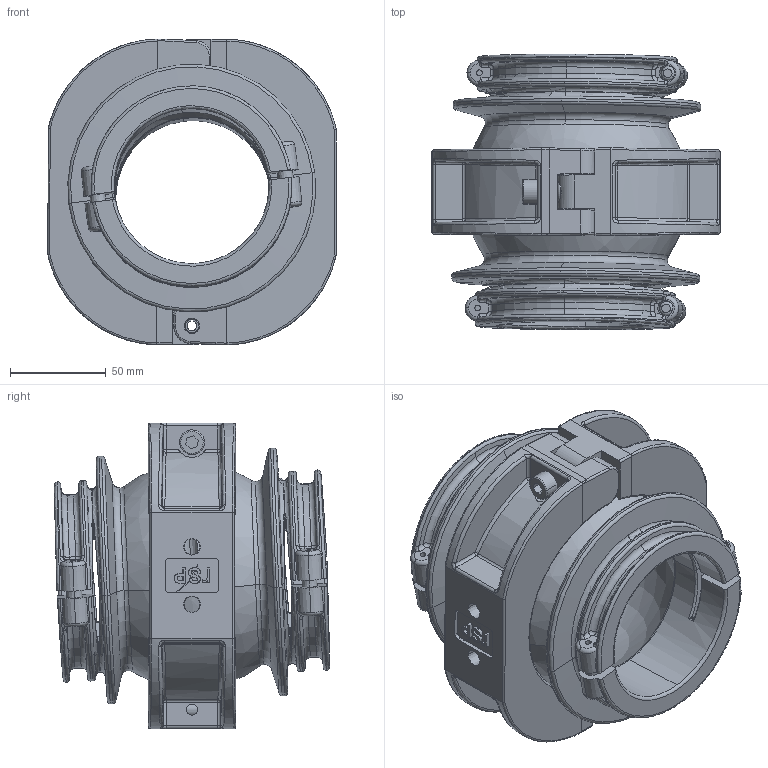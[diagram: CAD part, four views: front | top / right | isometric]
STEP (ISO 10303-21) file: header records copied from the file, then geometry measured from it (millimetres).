
FILE_DESCRIPTION (( 'STEP AP203' ), '1' );
FILE_NAME ('P8244.STEP', '2021-03-04T12:06:04', ( '' ), ( '' ), 'SwSTEP 2.0', 'SolidWorks 2019', '' );
FILE_SCHEMA (( 'CONFIG_CONTROL_DESIGN' ));
Products named in the file (1): P8244
Bounding box: 150.87 x 144.07 x 160.07 mm (x, y, z)
Volume: 730260.8 mm3; surface area: 222827.9 mm2
Topology: 15 solids, 15 shells, 1218 faces, 3111 edges, 1927 vertices
Faces by surface type: cylinder 340, plane 259, bspline 254, torus 180, cone 141, sphere 44
Entity records: 58846 total; most frequent: CARTESIAN_POINT 31846, ORIENTED_EDGE 6130, DIRECTION 5161, EDGE_CURVE 3065, AXIS2_PLACEMENT_3D 2166, VERTEX_POINT 1917, EDGE_LOOP 1312, ADVANCED_FACE 1218
